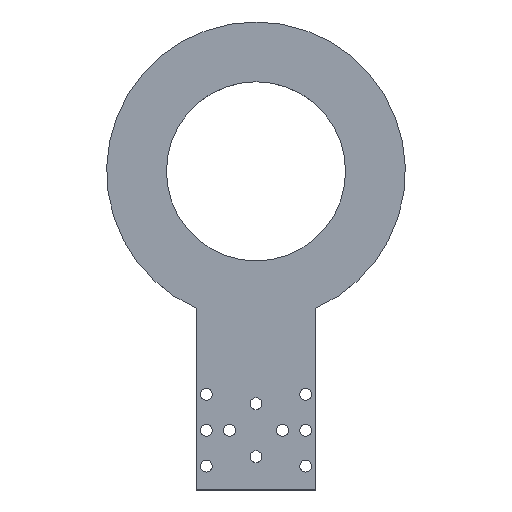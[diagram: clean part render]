
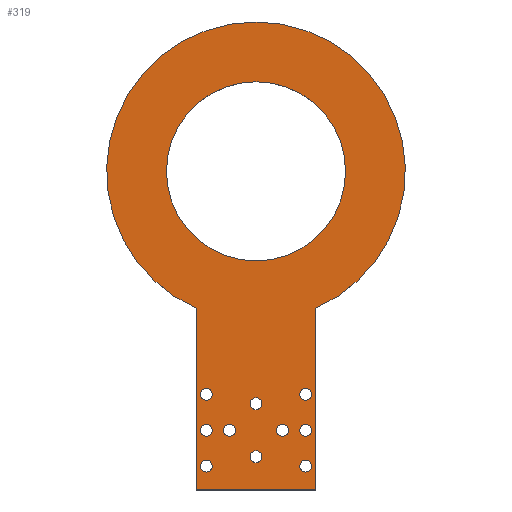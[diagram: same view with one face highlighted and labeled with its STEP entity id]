
A CAD part, top view. The second image highlights one B-rep face of the part: STEP entity #319.
In plain terms, the highlighted planar face has unit normal (0, 0, 1).
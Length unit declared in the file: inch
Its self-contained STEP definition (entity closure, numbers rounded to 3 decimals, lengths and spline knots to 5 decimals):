
#15=LINE('',#523,#25);
#16=LINE('',#525,#26);
#17=LINE('',#526,#27);
#25=VECTOR('',#440,2.28153);
#26=VECTOR('',#441,1.5);
#27=VECTOR('',#442,2.28153);
#35=PLANE('',#360);
#51=FACE_BOUND('',#113,.T.);
#52=FACE_BOUND('',#114,.T.);
#53=FACE_BOUND('',#115,.T.);
#54=FACE_BOUND('',#116,.T.);
#55=FACE_BOUND('',#117,.T.);
#56=FACE_BOUND('',#118,.T.);
#57=FACE_BOUND('',#119,.T.);
#58=FACE_BOUND('',#120,.T.);
#59=FACE_BOUND('',#121,.T.);
#60=FACE_BOUND('',#122,.T.);
#61=FACE_BOUND('',#123,.T.);
#84=FACE_OUTER_BOUND('',#112,.T.);
#112=EDGE_LOOP('',(#250,#251,#252,#253));
#113=EDGE_LOOP('',(#254));
#114=EDGE_LOOP('',(#255));
#115=EDGE_LOOP('',(#256));
#116=EDGE_LOOP('',(#257));
#117=EDGE_LOOP('',(#258));
#118=EDGE_LOOP('',(#259));
#119=EDGE_LOOP('',(#260));
#120=EDGE_LOOP('',(#261));
#121=EDGE_LOOP('',(#262));
#122=EDGE_LOOP('',(#263));
#123=EDGE_LOOP('',(#264));
#141=CIRCLE('',#329,0.07475);
#143=CIRCLE('',#332,0.07475);
#145=CIRCLE('',#335,0.07475);
#147=CIRCLE('',#338,0.07475);
#149=CIRCLE('',#341,0.07475);
#151=CIRCLE('',#344,0.07475);
#153=CIRCLE('',#347,0.07475);
#155=CIRCLE('',#350,0.07475);
#157=CIRCLE('',#353,0.07475);
#159=CIRCLE('',#356,0.07475);
#160=CIRCLE('',#358,1.125);
#162=CIRCLE('',#361,1.875);
#165=VERTEX_POINT('',#466);
#167=VERTEX_POINT('',#471);
#169=VERTEX_POINT('',#476);
#171=VERTEX_POINT('',#481);
#173=VERTEX_POINT('',#486);
#175=VERTEX_POINT('',#491);
#177=VERTEX_POINT('',#496);
#179=VERTEX_POINT('',#501);
#181=VERTEX_POINT('',#506);
#183=VERTEX_POINT('',#511);
#184=VERTEX_POINT('',#514);
#186=VERTEX_POINT('',#519);
#187=VERTEX_POINT('',#520);
#188=VERTEX_POINT('',#522);
#189=VERTEX_POINT('',#524);
#195=EDGE_CURVE('',#165,#165,#141,.T.);
#197=EDGE_CURVE('',#167,#167,#143,.T.);
#199=EDGE_CURVE('',#169,#169,#145,.T.);
#201=EDGE_CURVE('',#171,#171,#147,.T.);
#203=EDGE_CURVE('',#173,#173,#149,.T.);
#205=EDGE_CURVE('',#175,#175,#151,.T.);
#207=EDGE_CURVE('',#177,#177,#153,.T.);
#209=EDGE_CURVE('',#179,#179,#155,.T.);
#211=EDGE_CURVE('',#181,#181,#157,.T.);
#213=EDGE_CURVE('',#183,#183,#159,.T.);
#214=EDGE_CURVE('',#184,#184,#160,.T.);
#216=EDGE_CURVE('',#186,#187,#162,.T.);
#217=EDGE_CURVE('',#187,#188,#15,.T.);
#218=EDGE_CURVE('',#188,#189,#16,.T.);
#219=EDGE_CURVE('',#189,#186,#17,.T.);
#250=ORIENTED_EDGE('',*,*,#216,.T.);
#251=ORIENTED_EDGE('',*,*,#217,.T.);
#252=ORIENTED_EDGE('',*,*,#218,.T.);
#253=ORIENTED_EDGE('',*,*,#219,.T.);
#254=ORIENTED_EDGE('',*,*,#195,.T.);
#255=ORIENTED_EDGE('',*,*,#197,.T.);
#256=ORIENTED_EDGE('',*,*,#199,.T.);
#257=ORIENTED_EDGE('',*,*,#201,.T.);
#258=ORIENTED_EDGE('',*,*,#203,.T.);
#259=ORIENTED_EDGE('',*,*,#205,.T.);
#260=ORIENTED_EDGE('',*,*,#207,.T.);
#261=ORIENTED_EDGE('',*,*,#209,.T.);
#262=ORIENTED_EDGE('',*,*,#211,.T.);
#263=ORIENTED_EDGE('',*,*,#213,.T.);
#264=ORIENTED_EDGE('',*,*,#214,.T.);
#319=ADVANCED_FACE('',(#84,#51,#52,#53,#54,#55,#56,#57,#58,#59,#60,#61),
#35,.T.);
#329=AXIS2_PLACEMENT_3D('',#467,#374,#375);
#332=AXIS2_PLACEMENT_3D('',#472,#380,#381);
#335=AXIS2_PLACEMENT_3D('',#477,#386,#387);
#338=AXIS2_PLACEMENT_3D('',#482,#392,#393);
#341=AXIS2_PLACEMENT_3D('',#487,#398,#399);
#344=AXIS2_PLACEMENT_3D('',#492,#404,#405);
#347=AXIS2_PLACEMENT_3D('',#497,#410,#411);
#350=AXIS2_PLACEMENT_3D('',#502,#416,#417);
#353=AXIS2_PLACEMENT_3D('',#507,#422,#423);
#356=AXIS2_PLACEMENT_3D('',#512,#428,#429);
#358=AXIS2_PLACEMENT_3D('',#515,#432,#433);
#360=AXIS2_PLACEMENT_3D('',#518,#436,#437);
#361=AXIS2_PLACEMENT_3D('',#521,#438,#439);
#374=DIRECTION('center_axis',(0.,0.,-1.));
#375=DIRECTION('ref_axis',(1.,0.,0.));
#380=DIRECTION('center_axis',(0.,0.,-1.));
#381=DIRECTION('ref_axis',(1.,0.,0.));
#386=DIRECTION('center_axis',(0.,0.,-1.));
#387=DIRECTION('ref_axis',(1.,0.,0.));
#392=DIRECTION('center_axis',(0.,0.,-1.));
#393=DIRECTION('ref_axis',(1.,0.,0.));
#398=DIRECTION('center_axis',(0.,0.,-1.));
#399=DIRECTION('ref_axis',(1.,0.,0.));
#404=DIRECTION('center_axis',(0.,0.,-1.));
#405=DIRECTION('ref_axis',(1.,0.,0.));
#410=DIRECTION('center_axis',(0.,0.,-1.));
#411=DIRECTION('ref_axis',(1.,0.,0.));
#416=DIRECTION('center_axis',(0.,0.,-1.));
#417=DIRECTION('ref_axis',(1.,0.,0.));
#422=DIRECTION('center_axis',(0.,0.,-1.));
#423=DIRECTION('ref_axis',(1.,0.,0.));
#428=DIRECTION('center_axis',(0.,0.,-1.));
#429=DIRECTION('ref_axis',(1.,0.,0.));
#432=DIRECTION('center_axis',(0.,0.,-1.));
#433=DIRECTION('ref_axis',(-1.,0.,0.));
#436=DIRECTION('center_axis',(0.,0.,1.));
#437=DIRECTION('ref_axis',(1.,0.,0.));
#438=DIRECTION('center_axis',(0.,0.,1.));
#439=DIRECTION('ref_axis',(-1.,0.,0.));
#440=DIRECTION('',(0.,-1.,0.));
#441=DIRECTION('',(1.,0.,0.));
#442=DIRECTION('',(0.,1.,0.));
#466=CARTESIAN_POINT('',(0.40709,0.,0.25));
#467=CARTESIAN_POINT('Origin',(0.33234,0.,0.25));
#471=CARTESIAN_POINT('',(0.07475,0.33234,0.25));
#472=CARTESIAN_POINT('Origin',(0.,0.33234,0.25));
#476=CARTESIAN_POINT('',(0.69975,0.,0.25));
#477=CARTESIAN_POINT('Origin',(0.625,0.,0.25));
#481=CARTESIAN_POINT('',(-0.55025,-0.45,0.25));
#482=CARTESIAN_POINT('Origin',(-0.625,-0.45,0.25));
#486=CARTESIAN_POINT('',(-0.55025,0.45,0.25));
#487=CARTESIAN_POINT('Origin',(-0.625,0.45,0.25));
#491=CARTESIAN_POINT('',(-0.55025,0.,0.25));
#492=CARTESIAN_POINT('Origin',(-0.625,0.,0.25));
#496=CARTESIAN_POINT('',(0.69975,-0.45,0.25));
#497=CARTESIAN_POINT('Origin',(0.625,-0.45,0.25));
#501=CARTESIAN_POINT('',(0.69975,0.45,0.25));
#502=CARTESIAN_POINT('Origin',(0.625,0.45,0.25));
#506=CARTESIAN_POINT('',(0.07475,-0.33234,0.25));
#507=CARTESIAN_POINT('Origin',(0.,-0.33234,
0.25));
#511=CARTESIAN_POINT('',(-0.25759,0.,0.25));
#512=CARTESIAN_POINT('Origin',(-0.33234,0.,
0.25));
#514=CARTESIAN_POINT('',(1.125,3.25,0.25));
#515=CARTESIAN_POINT('Origin',(0.,3.25,0.25));
#518=CARTESIAN_POINT('Origin',(0.,3.25,0.25));
#519=CARTESIAN_POINT('',(0.75,1.53153,0.25));
#520=CARTESIAN_POINT('',(-0.75,1.53153,0.25));
#521=CARTESIAN_POINT('Origin',(0.,3.25,0.25));
#522=CARTESIAN_POINT('',(-0.75,-0.75,0.25));
#523=CARTESIAN_POINT('',(-0.75,1.75,0.25));
#524=CARTESIAN_POINT('',(0.75,-0.75,0.25));
#525=CARTESIAN_POINT('',(-0.75,-0.75,0.25));
#526=CARTESIAN_POINT('',(0.75,-0.75,0.25));
